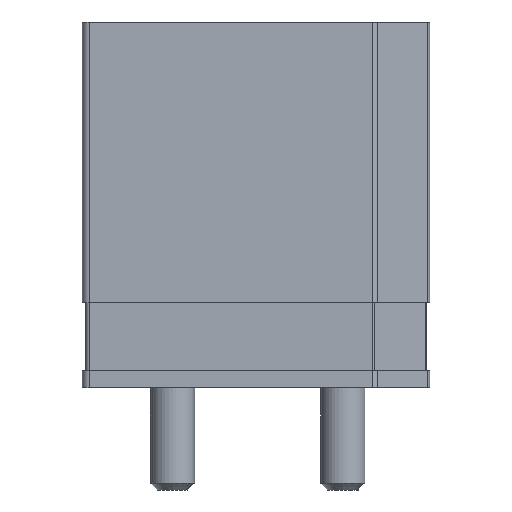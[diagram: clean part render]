
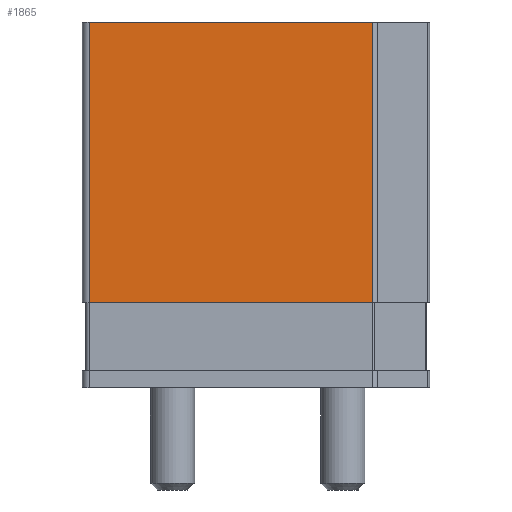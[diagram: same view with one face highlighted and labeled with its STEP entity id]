
A CAD part, left-side view. The second image highlights one B-rep face of the part: STEP entity #1865.
In plain terms, the highlighted planar face has unit normal (-1, 0, 0).
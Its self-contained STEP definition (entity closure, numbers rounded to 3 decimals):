
#101=FACE_OUTER_BOUND('',#208,.T.);
#208=EDGE_LOOP('',(#1305,#1306,#1307,#1308));
#314=LINE('',#2720,#496);
#338=LINE('',#2787,#520);
#351=LINE('',#2820,#533);
#352=LINE('',#2822,#534);
#496=VECTOR('',#2172,10.);
#520=VECTOR('',#2228,10.);
#533=VECTOR('',#2263,10.);
#534=VECTOR('',#2266,10.);
#756=VERTEX_POINT('',#2698);
#766=VERTEX_POINT('',#2718);
#793=VERTEX_POINT('',#2786);
#802=VERTEX_POINT('',#2818);
#952=EDGE_CURVE('',#756,#766,#314,.T.);
#984=EDGE_CURVE('',#756,#793,#338,.T.);
#1001=EDGE_CURVE('',#766,#802,#351,.T.);
#1002=EDGE_CURVE('',#793,#802,#352,.T.);
#1305=ORIENTED_EDGE('',*,*,#952,.T.);
#1306=ORIENTED_EDGE('',*,*,#1001,.T.);
#1307=ORIENTED_EDGE('',*,*,#1002,.F.);
#1308=ORIENTED_EDGE('',*,*,#984,.F.);
#1791=PLANE('',#2005);
#1865=ADVANCED_FACE('',(#101),#1791,.T.);
#2005=AXIS2_PLACEMENT_3D('',#2821,#2264,#2265);
#2172=DIRECTION('',(0.,-1.,0.));
#2228=DIRECTION('',(0.,0.,1.));
#2263=DIRECTION('',(0.,0.,1.));
#2264=DIRECTION('center_axis',(-1.,0.,0.));
#2265=DIRECTION('ref_axis',(0.,-1.,0.));
#2266=DIRECTION('',(0.,-1.,0.));
#2698=CARTESIAN_POINT('',(-2.6,4.95,2.5));
#2718=CARTESIAN_POINT('',(-2.6,-3.367,2.5));
#2720=CARTESIAN_POINT('',(-2.6,2.5,2.5));
#2786=CARTESIAN_POINT('',(-2.6,4.95,10.75));
#2787=CARTESIAN_POINT('',(-2.6,4.95,0.));
#2818=CARTESIAN_POINT('',(-2.6,-3.367,10.75));
#2820=CARTESIAN_POINT('',(-2.6,-3.367,0.));
#2821=CARTESIAN_POINT('Origin',(-2.6,4.95,0.));
#2822=CARTESIAN_POINT('',(-2.6,4.95,10.75));
